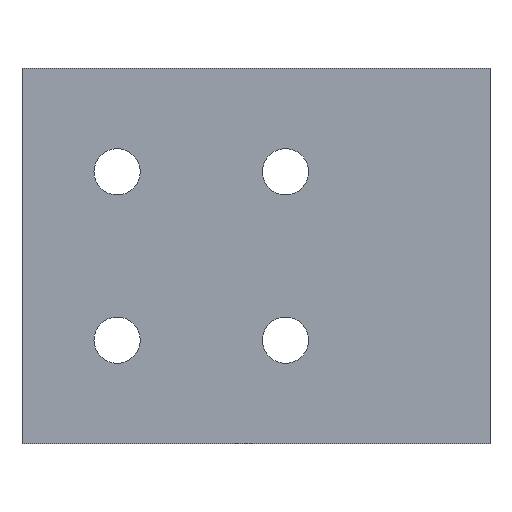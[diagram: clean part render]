
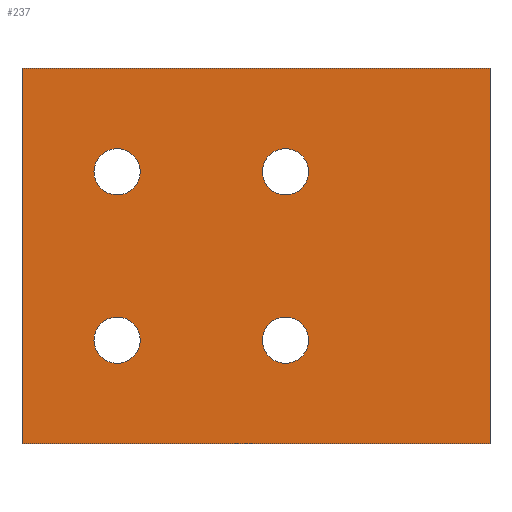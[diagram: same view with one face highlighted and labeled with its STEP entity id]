
A CAD part, front view. The second image highlights one B-rep face of the part: STEP entity #237.
In plain terms, the highlighted planar face has unit normal (0, -1, 0).
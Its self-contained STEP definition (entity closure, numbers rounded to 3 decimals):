
#103 = VERTEX_POINT( '', #269 );
#105 = EDGE_CURVE( '', #149, #239, #271, .T. );
#117 = VERTEX_POINT( '', #290 );
#123 = VERTEX_POINT( '', #296 );
#125 = EDGE_CURVE( '', #103, #147, #298, .T. );
#127 = VERTEX_POINT( '', #300 );
#135 = EDGE_CURVE( '', #201, #139, #309, .T. );
#137 = EDGE_CURVE( '', #239, #175, #311, .T. );
#139 = VERTEX_POINT( '', #313 );
#145 = EDGE_CURVE( '', #127, #123, #320, .T. );
#147 = VERTEX_POINT( '', #322 );
#149 = VERTEX_POINT( '', #324 );
#157 = VERTEX_POINT( '', #334 );
#159 = EDGE_CURVE( '', #157, #117, #336, .T. );
#165 = EDGE_CURVE( '', #175, #167, #342, .T. );
#167 = VERTEX_POINT( '', #344 );
#171 = EDGE_CURVE( '', #117, #157, #348, .T. );
#175 = VERTEX_POINT( '', #352 );
#201 = VERTEX_POINT( '', #379 );
#213 = EDGE_CURVE( '', #123, #127, #393, .T. );
#223 = EDGE_CURVE( '', #139, #201, #406, .T. );
#231 = EDGE_CURVE( '', #147, #103, #414, .T. );
#233 = EDGE_CURVE( '', #167, #149, #416, .T. );
#237 = ADVANCED_FACE( '', ( #420, #421, #422, #423, #424 ), #425, .F. );
#239 = VERTEX_POINT( '', #427 );
#269 = CARTESIAN_POINT( '', ( -13.75, 0., 10. ) );
#271 = LINE( '', #452, #453 );
#290 = CARTESIAN_POINT( '', ( 6.25, 0., -10. ) );
#296 = CARTESIAN_POINT( '', ( 6.25, 0., 10. ) );
#298 = CIRCLE( '', #485, 2.75 );
#300 = CARTESIAN_POINT( '', ( 0.75, 0., 10. ) );
#309 = CIRCLE( '', #497, 2.75 );
#311 = LINE( '', #500, #501 );
#313 = CARTESIAN_POINT( '', ( -19.25, 0., -10. ) );
#320 = CIRCLE( '', #513, 2.75 );
#322 = CARTESIAN_POINT( '', ( -19.25, 0., 10. ) );
#324 = CARTESIAN_POINT( '', ( 27.8, 0., 22.3 ) );
#334 = CARTESIAN_POINT( '', ( 0.75, 0., -10. ) );
#336 = CIRCLE( '', #531, 2.75 );
#342 = LINE( '', #541, #542 );
#344 = CARTESIAN_POINT( '', ( -27.8, 0., 22.3 ) );
#348 = CIRCLE( '', #549, 2.75 );
#352 = CARTESIAN_POINT( '', ( -27.8, 0., -22.3 ) );
#379 = CARTESIAN_POINT( '', ( -13.75, 0., -10. ) );
#393 = CIRCLE( '', #615, 2.75 );
#406 = CIRCLE( '', #631, 2.75 );
#414 = CIRCLE( '', #643, 2.75 );
#416 = LINE( '', #646, #647 );
#420 = FACE_OUTER_BOUND( '', #651, .T. );
#421 = FACE_BOUND( '', #652, .T. );
#422 = FACE_BOUND( '', #653, .T. );
#423 = FACE_BOUND( '', #654, .T. );
#424 = FACE_BOUND( '', #655, .T. );
#425 = PLANE( '', #656 );
#427 = CARTESIAN_POINT( '', ( 27.8, 0., -22.3 ) );
#452 = CARTESIAN_POINT( '', ( 27.8, 0., 22.3 ) );
#453 = VECTOR( '', #671, 1. );
#485 = AXIS2_PLACEMENT_3D( '', #711, #712, #713 );
#497 = AXIS2_PLACEMENT_3D( '', #722, #723, #724 );
#500 = CARTESIAN_POINT( '', ( 27.8, 0., -22.3 ) );
#501 = VECTOR( '', #725, 1. );
#513 = AXIS2_PLACEMENT_3D( '', #735, #736, #737 );
#531 = AXIS2_PLACEMENT_3D( '', #757, #758, #759 );
#541 = CARTESIAN_POINT( '', ( -27.8, 0., -22.3 ) );
#542 = VECTOR( '', #764, 1. );
#549 = AXIS2_PLACEMENT_3D( '', #765, #766, #767 );
#615 = AXIS2_PLACEMENT_3D( '', #807, #808, #809 );
#631 = AXIS2_PLACEMENT_3D( '', #835, #836, #837 );
#643 = AXIS2_PLACEMENT_3D( '', #842, #843, #844 );
#646 = CARTESIAN_POINT( '', ( -27.8, 0., 22.3 ) );
#647 = VECTOR( '', #845, 1. );
#651 = EDGE_LOOP( '', ( #847, #848, #849, #850 ) );
#652 = EDGE_LOOP( '', ( #851, #852 ) );
#653 = EDGE_LOOP( '', ( #853, #854 ) );
#654 = EDGE_LOOP( '', ( #855, #856 ) );
#655 = EDGE_LOOP( '', ( #857, #858 ) );
#656 = AXIS2_PLACEMENT_3D( '', #859, #860, #861 );
#671 = DIRECTION( '', ( 0., 0., -1. ) );
#711 = CARTESIAN_POINT( '', ( -16.5, 0., 10. ) );
#712 = DIRECTION( '', ( 0., 1., 0. ) );
#713 = DIRECTION( '', ( 1., 0., 0. ) );
#722 = CARTESIAN_POINT( '', ( -16.5, 0., -10. ) );
#723 = DIRECTION( '', ( 0., 1., 0. ) );
#724 = DIRECTION( '', ( 1., 0., 0. ) );
#725 = DIRECTION( '', ( -1., 0., 0. ) );
#735 = CARTESIAN_POINT( '', ( 3.5, 0., 10. ) );
#736 = DIRECTION( '', ( 0., 1., 0. ) );
#737 = DIRECTION( '', ( 1., 0., 0. ) );
#757 = CARTESIAN_POINT( '', ( 3.5, 0., -10. ) );
#758 = DIRECTION( '', ( 0., 1., 0. ) );
#759 = DIRECTION( '', ( 1., 0., 0. ) );
#764 = DIRECTION( '', ( 0., 0., 1. ) );
#765 = CARTESIAN_POINT( '', ( 3.5, 0., -10. ) );
#766 = DIRECTION( '', ( 0., 1., 0. ) );
#767 = DIRECTION( '', ( 1., 0., 0. ) );
#807 = CARTESIAN_POINT( '', ( 3.5, 0., 10. ) );
#808 = DIRECTION( '', ( 0., 1., 0. ) );
#809 = DIRECTION( '', ( 1., 0., 0. ) );
#835 = CARTESIAN_POINT( '', ( -16.5, 0., -10. ) );
#836 = DIRECTION( '', ( 0., 1., 0. ) );
#837 = DIRECTION( '', ( 1., 0., 0. ) );
#842 = CARTESIAN_POINT( '', ( -16.5, 0., 10. ) );
#843 = DIRECTION( '', ( 0., 1., 0. ) );
#844 = DIRECTION( '', ( 1., 0., 0. ) );
#845 = DIRECTION( '', ( 1., 0., 0. ) );
#847 = ORIENTED_EDGE( '', *, *, #233, .F. );
#848 = ORIENTED_EDGE( '', *, *, #165, .F. );
#849 = ORIENTED_EDGE( '', *, *, #137, .F. );
#850 = ORIENTED_EDGE( '', *, *, #105, .F. );
#851 = ORIENTED_EDGE( '', *, *, #171, .T. );
#852 = ORIENTED_EDGE( '', *, *, #159, .T. );
#853 = ORIENTED_EDGE( '', *, *, #213, .T. );
#854 = ORIENTED_EDGE( '', *, *, #145, .T. );
#855 = ORIENTED_EDGE( '', *, *, #125, .T. );
#856 = ORIENTED_EDGE( '', *, *, #231, .T. );
#857 = ORIENTED_EDGE( '', *, *, #135, .T. );
#858 = ORIENTED_EDGE( '', *, *, #223, .T. );
#859 = CARTESIAN_POINT( '', ( 0., 0., 0. ) );
#860 = DIRECTION( '', ( 0., 1., 0. ) );
#861 = DIRECTION( '', ( 0., 0., 1. ) );
